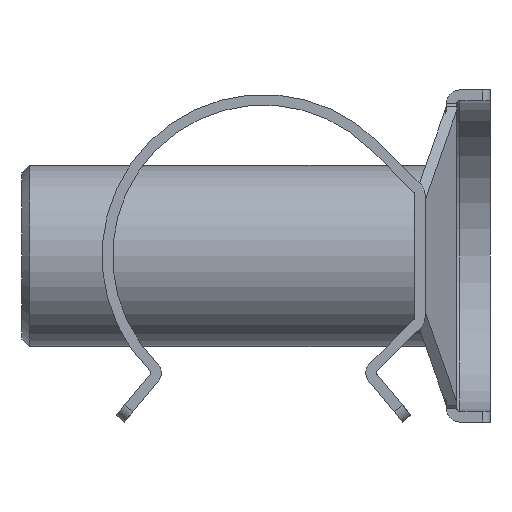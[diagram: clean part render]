
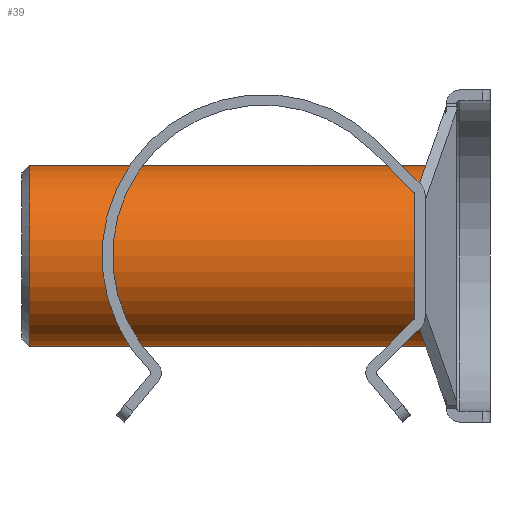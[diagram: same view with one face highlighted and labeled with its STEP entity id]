
A CAD part, front view. The second image highlights one B-rep face of the part: STEP entity #39.
In plain terms, the highlighted cylindrical face has radius 6 mm (diameter 12 mm), a full revolution.
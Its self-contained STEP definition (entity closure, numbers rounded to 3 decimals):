
#39 = ADVANCED_FACE ( 'NONE', ( #2117, #1975 ), #625, .T. ) ;
#74 = CARTESIAN_POINT ( 'NONE',  ( 12.1, 6., 0. ) ) ;
#386 = VERTEX_POINT ( 'NONE', #1073 ) ;
#427 = EDGE_CURVE ( 'NONE', #386, #386, #428, .T. ) ;
#428 = CIRCLE ( 'NONE', #1672, 6. ) ;
#435 = CARTESIAN_POINT ( 'NONE',  ( -15.5, 0., 0. ) ) ;
#529 = CARTESIAN_POINT ( 'NONE',  ( 12.1, 0., 0. ) ) ;
#589 = ORIENTED_EDGE ( 'NONE', *, *, #867, .F. ) ;
#625 = CYLINDRICAL_SURFACE ( 'NONE', #1392, 6. ) ;
#720 = DIRECTION ( 'NONE',  ( 0., 1., 0. ) ) ;
#822 = EDGE_LOOP ( 'NONE', ( #1939 ) ) ;
#867 = EDGE_CURVE ( 'NONE', #893, #893, #1193, .T. ) ;
#893 = VERTEX_POINT ( 'NONE', #74 ) ;
#989 = DIRECTION ( 'NONE',  ( -1., 0., 0. ) ) ;
#1073 = CARTESIAN_POINT ( 'NONE',  ( -15.5, 0., 6. ) ) ;
#1175 = EDGE_LOOP ( 'NONE', ( #589 ) ) ;
#1193 = CIRCLE ( 'NONE', #1921, 6. ) ;
#1250 = DIRECTION ( 'NONE',  ( 1., 0., 0. ) ) ;
#1296 = CARTESIAN_POINT ( 'NONE',  ( -16., 0., 0. ) ) ;
#1392 = AXIS2_PLACEMENT_3D ( 'NONE', #1296, #989, #1461 ) ;
#1461 = DIRECTION ( 'NONE',  ( 0., 0., 1. ) ) ;
#1672 = AXIS2_PLACEMENT_3D ( 'NONE', #435, #2069, #1772 ) ;
#1772 = DIRECTION ( 'NONE',  ( 0., 0., 1. ) ) ;
#1921 = AXIS2_PLACEMENT_3D ( 'NONE', #529, #1250, #720 ) ;
#1939 = ORIENTED_EDGE ( 'NONE', *, *, #427, .F. ) ;
#1975 = FACE_OUTER_BOUND ( 'NONE', #1175, .T. ) ;
#2069 = DIRECTION ( 'NONE',  ( -1., 0., 0. ) ) ;
#2117 = FACE_OUTER_BOUND ( 'NONE', #822, .T. ) ;
